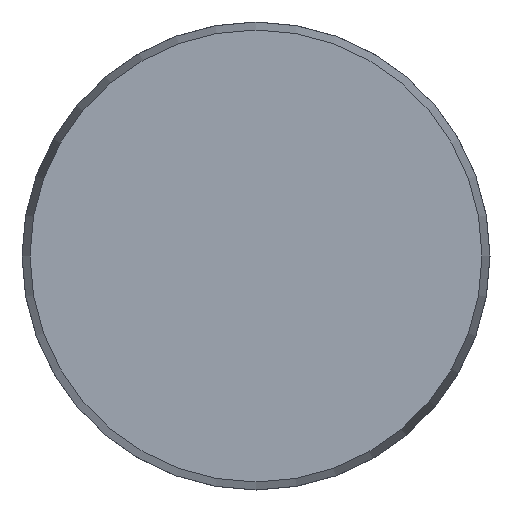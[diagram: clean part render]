
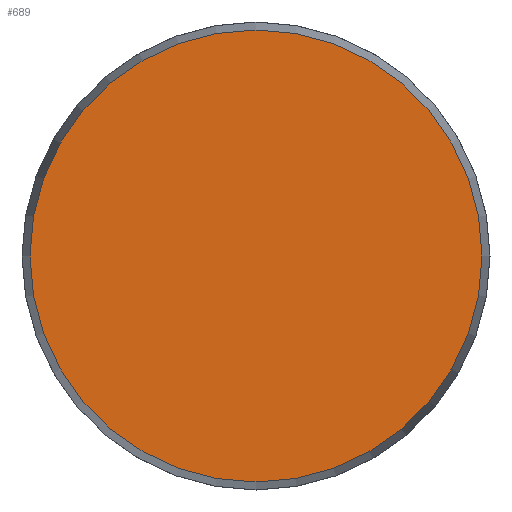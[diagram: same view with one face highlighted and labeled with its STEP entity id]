
A CAD part, front view. The second image highlights one B-rep face of the part: STEP entity #689.
In plain terms, the highlighted planar face has unit normal (0, -1, 0).
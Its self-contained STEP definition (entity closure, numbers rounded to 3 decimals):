
#10 = DIRECTION ( 'NONE',  ( 0., -1., 0. ) ) ;
#44 = CARTESIAN_POINT ( 'NONE',  ( -24.143, 0., 0. ) ) ;
#67 = AXIS2_PLACEMENT_3D ( 'NONE', #591, #10, #270 ) ;
#168 = DIRECTION ( 'NONE',  ( 0., 1., 0. ) ) ;
#222 = FACE_OUTER_BOUND ( 'NONE', #806, .T. ) ;
#270 = DIRECTION ( 'NONE',  ( 0., 0., -1. ) ) ;
#277 = EDGE_CURVE ( 'NONE', #747, #747, #359, .T. ) ;
#359 = CIRCLE ( 'NONE', #67, 24.143 ) ;
#399 = ORIENTED_EDGE ( 'NONE', *, *, #277, .T. ) ;
#429 = DIRECTION ( 'NONE',  ( 0., 0., 1. ) ) ;
#591 = CARTESIAN_POINT ( 'NONE',  ( 0., 0., 0. ) ) ;
#602 = PLANE ( 'NONE',  #603 ) ;
#603 = AXIS2_PLACEMENT_3D ( 'NONE', #44, #168, #429 ) ;
#621 = CARTESIAN_POINT ( 'NONE',  ( 0., 0., -24.143 ) ) ;
#689 = ADVANCED_FACE ( 'NONE', ( #222 ), #602, .F. ) ;
#747 = VERTEX_POINT ( 'NONE', #621 ) ;
#806 = EDGE_LOOP ( 'NONE', ( #399 ) ) ;
